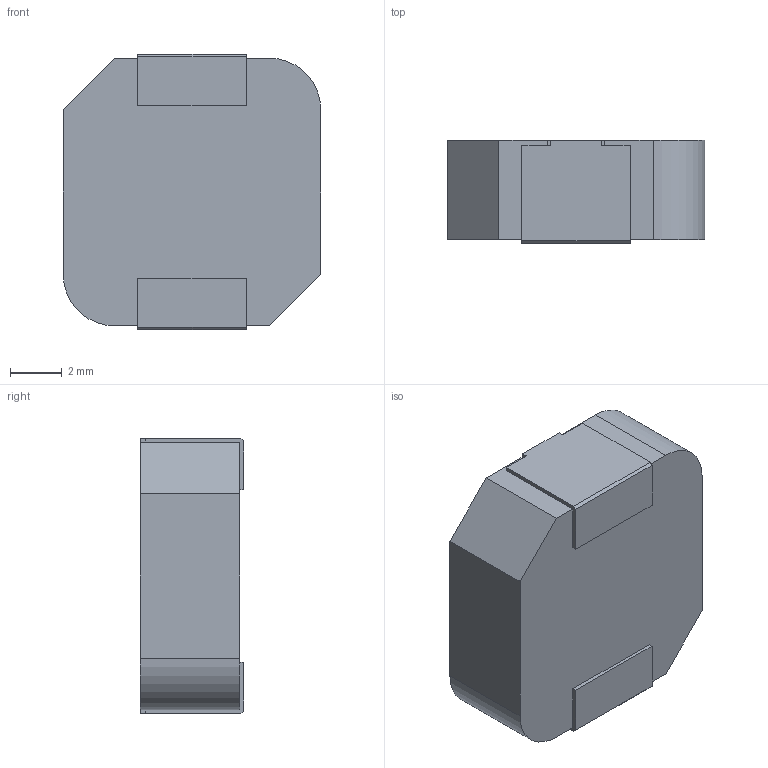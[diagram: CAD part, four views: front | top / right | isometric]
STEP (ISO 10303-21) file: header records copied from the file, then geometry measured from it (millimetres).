
FILE_DESCRIPTION (( 'STEP AP203' ), '1' );
FILE_NAME ('CAD_SPM10040-HZ.STEP', '2018-10-10T00:59:41', ( '' ), ( '' ), 'SwSTEP 2.0', 'SolidWorks 2016', '' );
FILE_SCHEMA (( 'CONFIG_CONTROL_DESIGN' ));
Length unit declared in the file: millimetre
Products named in the file (1): CAD_SPM10040-HZ
Bounding box: 10 x 4 x 10.7 mm (x, y, z)
Volume: 382.9 mm3; surface area: 370.1 mm2
Topology: 1 solids, 1 shells, 48 faces, 134 edges, 88 vertices
Faces by surface type: plane 46, cylinder 2
Entity records: 1587 total; most frequent: CARTESIAN_POINT 271, ORIENTED_EDGE 268, DIRECTION 236, EDGE_CURVE 134, LINE 130, VECTOR 130, VERTEX_POINT 88, AXIS2_PLACEMENT_3D 53
